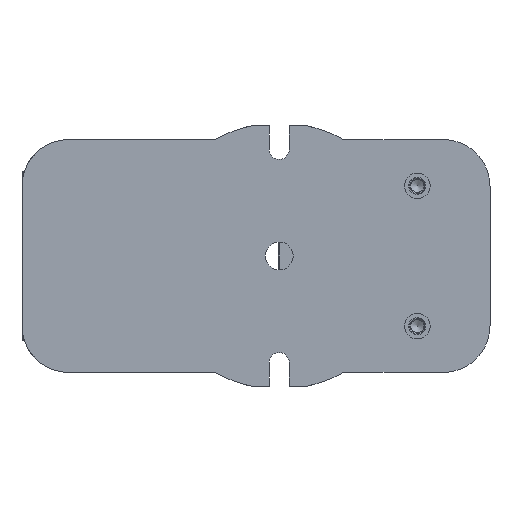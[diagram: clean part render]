
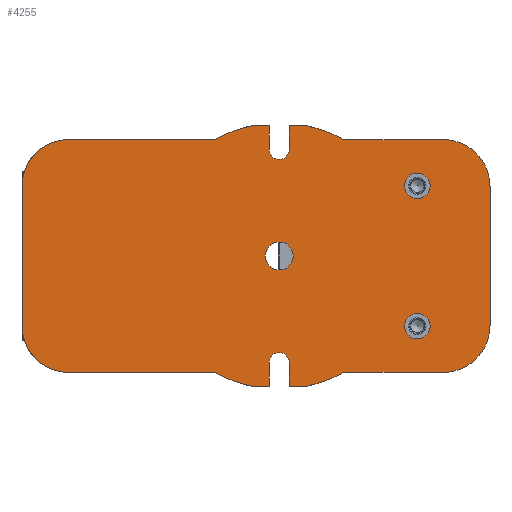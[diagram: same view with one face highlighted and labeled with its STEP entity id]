
A CAD part, front view. The second image highlights one B-rep face of the part: STEP entity #4255.
In plain terms, the highlighted planar face has unit normal (0, -1, 0).
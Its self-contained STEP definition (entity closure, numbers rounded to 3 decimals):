
#330=LINE('',#6680,#767);
#387=LINE('',#6828,#824);
#390=LINE('',#6833,#827);
#393=LINE('',#6841,#830);
#395=LINE('',#6847,#832);
#398=LINE('',#6855,#835);
#400=LINE('',#6859,#837);
#403=LINE('',#6867,#840);
#405=LINE('',#6871,#842);
#408=LINE('',#6879,#845);
#411=LINE('',#6887,#848);
#414=LINE('',#6895,#851);
#417=LINE('',#6903,#854);
#419=LINE('',#6907,#856);
#767=VECTOR('',#5371,126.);
#824=VECTOR('',#5540,21.5);
#827=VECTOR('',#5545,15.367);
#830=VECTOR('',#5554,131.905);
#832=VECTOR('',#5562,131.905);
#835=VECTOR('',#5571,15.367);
#837=VECTOR('',#5575,21.5);
#840=VECTOR('',#5584,21.5);
#842=VECTOR('',#5588,15.367);
#845=VECTOR('',#5597,89.905);
#848=VECTOR('',#5606,126.);
#851=VECTOR('',#5615,89.905);
#854=VECTOR('',#5624,15.367);
#856=VECTOR('',#5628,21.5);
#1058=FACE_BOUND('',#1446,.T.);
#1059=FACE_BOUND('',#1447,.T.);
#1060=FACE_BOUND('',#1448,.T.);
#1215=FACE_OUTER_BOUND('',#1445,.T.);
#1445=EDGE_LOOP('',(#3516,#3517,#3518,#3519,#3520,#3521,#3522,#3523,#3524,
#3525,#3526,#3527,#3528,#3529,#3530,#3531,#3532,#3533,#3534,#3535,#3536,
#3537,#3538,#3539));
#1446=EDGE_LOOP('',(#3540));
#1447=EDGE_LOOP('',(#3541));
#1448=EDGE_LOOP('',(#3542));
#1537=CIRCLE('',#4447,11.5);
#1541=CIRCLE('',#4454,11.5);
#1609=CIRCLE('',#4633,42.);
#1618=CIRCLE('',#4661,12.5);
#1619=CIRCLE('',#4665,120.);
#1620=CIRCLE('',#4668,42.);
#1621=CIRCLE('',#4671,120.);
#1622=CIRCLE('',#4675,9.);
#1623=CIRCLE('',#4679,120.);
#1624=CIRCLE('',#4682,42.);
#1625=CIRCLE('',#4685,42.);
#1626=CIRCLE('',#4688,120.);
#1627=CIRCLE('',#4692,9.);
#1678=VERTEX_POINT('',#6035);
#1682=VERTEX_POINT('',#6048);
#1892=VERTEX_POINT('',#6677);
#1893=VERTEX_POINT('',#6679);
#1906=VERTEX_POINT('',#6743);
#1926=VERTEX_POINT('',#6821);
#1927=VERTEX_POINT('',#6825);
#1928=VERTEX_POINT('',#6827);
#1929=VERTEX_POINT('',#6831);
#1930=VERTEX_POINT('',#6835);
#1931=VERTEX_POINT('',#6839);
#1932=VERTEX_POINT('',#6845);
#1933=VERTEX_POINT('',#6849);
#1934=VERTEX_POINT('',#6853);
#1935=VERTEX_POINT('',#6857);
#1936=VERTEX_POINT('',#6861);
#1937=VERTEX_POINT('',#6865);
#1938=VERTEX_POINT('',#6869);
#1939=VERTEX_POINT('',#6873);
#1940=VERTEX_POINT('',#6877);
#1941=VERTEX_POINT('',#6881);
#1942=VERTEX_POINT('',#6885);
#1943=VERTEX_POINT('',#6889);
#1944=VERTEX_POINT('',#6893);
#1945=VERTEX_POINT('',#6897);
#1946=VERTEX_POINT('',#6901);
#1947=VERTEX_POINT('',#6905);
#2089=EDGE_CURVE('',#1678,#1678,#1537,.T.);
#2095=EDGE_CURVE('',#1682,#1682,#1541,.T.);
#2385=EDGE_CURVE('',#1892,#1893,#330,.T.);
#2418=EDGE_CURVE('',#1906,#1892,#1609,.T.);
#2456=EDGE_CURVE('',#1926,#1926,#1618,.T.);
#2459=EDGE_CURVE('',#1927,#1928,#387,.T.);
#2462=EDGE_CURVE('',#1929,#1927,#390,.T.);
#2464=EDGE_CURVE('',#1930,#1929,#1619,.T.);
#2466=EDGE_CURVE('',#1931,#1930,#393,.T.);
#2467=EDGE_CURVE('',#1893,#1931,#1620,.T.);
#2469=EDGE_CURVE('',#1932,#1906,#395,.T.);
#2471=EDGE_CURVE('',#1933,#1932,#1621,.T.);
#2473=EDGE_CURVE('',#1934,#1933,#398,.T.);
#2475=EDGE_CURVE('',#1935,#1934,#400,.T.);
#2477=EDGE_CURVE('',#1936,#1935,#1622,.T.);
#2479=EDGE_CURVE('',#1937,#1936,#403,.T.);
#2481=EDGE_CURVE('',#1938,#1937,#405,.T.);
#2483=EDGE_CURVE('',#1939,#1938,#1623,.T.);
#2485=EDGE_CURVE('',#1940,#1939,#408,.T.);
#2487=EDGE_CURVE('',#1941,#1940,#1624,.T.);
#2489=EDGE_CURVE('',#1942,#1941,#411,.T.);
#2491=EDGE_CURVE('',#1943,#1942,#1625,.T.);
#2493=EDGE_CURVE('',#1944,#1943,#414,.T.);
#2495=EDGE_CURVE('',#1945,#1944,#1626,.T.);
#2497=EDGE_CURVE('',#1946,#1945,#417,.T.);
#2499=EDGE_CURVE('',#1947,#1946,#419,.T.);
#2500=EDGE_CURVE('',#1928,#1947,#1627,.T.);
#3516=ORIENTED_EDGE('',*,*,#2500,.F.);
#3517=ORIENTED_EDGE('',*,*,#2459,.F.);
#3518=ORIENTED_EDGE('',*,*,#2462,.F.);
#3519=ORIENTED_EDGE('',*,*,#2464,.F.);
#3520=ORIENTED_EDGE('',*,*,#2466,.F.);
#3521=ORIENTED_EDGE('',*,*,#2467,.F.);
#3522=ORIENTED_EDGE('',*,*,#2385,.F.);
#3523=ORIENTED_EDGE('',*,*,#2418,.F.);
#3524=ORIENTED_EDGE('',*,*,#2469,.F.);
#3525=ORIENTED_EDGE('',*,*,#2471,.F.);
#3526=ORIENTED_EDGE('',*,*,#2473,.F.);
#3527=ORIENTED_EDGE('',*,*,#2475,.F.);
#3528=ORIENTED_EDGE('',*,*,#2477,.F.);
#3529=ORIENTED_EDGE('',*,*,#2479,.F.);
#3530=ORIENTED_EDGE('',*,*,#2481,.F.);
#3531=ORIENTED_EDGE('',*,*,#2483,.F.);
#3532=ORIENTED_EDGE('',*,*,#2485,.F.);
#3533=ORIENTED_EDGE('',*,*,#2487,.F.);
#3534=ORIENTED_EDGE('',*,*,#2489,.F.);
#3535=ORIENTED_EDGE('',*,*,#2491,.F.);
#3536=ORIENTED_EDGE('',*,*,#2493,.F.);
#3537=ORIENTED_EDGE('',*,*,#2495,.F.);
#3538=ORIENTED_EDGE('',*,*,#2497,.F.);
#3539=ORIENTED_EDGE('',*,*,#2499,.F.);
#3540=ORIENTED_EDGE('',*,*,#2089,.T.);
#3541=ORIENTED_EDGE('',*,*,#2095,.T.);
#3542=ORIENTED_EDGE('',*,*,#2456,.T.);
#4064=PLANE('',#4693);
#4255=ADVANCED_FACE('',(#1215,#1058,#1059,#1060),#4064,.F.);
#4447=AXIS2_PLACEMENT_3D('',#6037,#4837,#4838);
#4454=AXIS2_PLACEMENT_3D('',#6050,#4853,#4854);
#4633=AXIS2_PLACEMENT_3D('',#6745,#5449,#5450);
#4661=AXIS2_PLACEMENT_3D('',#6822,#5534,#5535);
#4665=AXIS2_PLACEMENT_3D('',#6837,#5549,#5550);
#4668=AXIS2_PLACEMENT_3D('',#6843,#5557,#5558);
#4671=AXIS2_PLACEMENT_3D('',#6851,#5566,#5567);
#4675=AXIS2_PLACEMENT_3D('',#6863,#5579,#5580);
#4679=AXIS2_PLACEMENT_3D('',#6875,#5592,#5593);
#4682=AXIS2_PLACEMENT_3D('',#6883,#5601,#5602);
#4685=AXIS2_PLACEMENT_3D('',#6891,#5610,#5611);
#4688=AXIS2_PLACEMENT_3D('',#6899,#5619,#5620);
#4692=AXIS2_PLACEMENT_3D('',#6909,#5631,#5632);
#4693=AXIS2_PLACEMENT_3D('',#6910,#5633,#5634);
#4837=DIRECTION('center_axis',(0.,1.,0.));
#4838=DIRECTION('ref_axis',(1.,0.,0.));
#4853=DIRECTION('center_axis',(0.,1.,0.));
#4854=DIRECTION('ref_axis',(1.,0.,0.));
#5371=DIRECTION('',(0.,0.,1.));
#5449=DIRECTION('center_axis',(0.,1.,0.));
#5450=DIRECTION('ref_axis',(0.,0.,-1.));
#5534=DIRECTION('center_axis',(0.,1.,0.));
#5535=DIRECTION('ref_axis',(1.,0.,0.));
#5540=DIRECTION('',(0.,0.,-1.));
#5545=DIRECTION('',(1.,0.,0.));
#5549=DIRECTION('center_axis',(0.,1.,0.));
#5550=DIRECTION('ref_axis',(-0.484,0.,0.875));
#5554=DIRECTION('',(1.,0.,0.));
#5557=DIRECTION('center_axis',(0.,1.,0.));
#5558=DIRECTION('ref_axis',(-1.,0.,0.));
#5562=DIRECTION('',(-1.,0.,0.));
#5566=DIRECTION('center_axis',(0.,1.,0.));
#5567=DIRECTION('ref_axis',(-0.203,0.,-0.979));
#5571=DIRECTION('',(-1.,0.,0.));
#5575=DIRECTION('',(0.,0.,-1.));
#5579=DIRECTION('center_axis',(0.,-1.,0.));
#5580=DIRECTION('ref_axis',(1.,0.,0.));
#5584=DIRECTION('',(0.,0.,1.));
#5588=DIRECTION('',(-1.,0.,0.));
#5592=DIRECTION('center_axis',(0.,1.,0.));
#5593=DIRECTION('ref_axis',(0.484,0.,-0.875));
#5597=DIRECTION('',(-1.,0.,0.));
#5601=DIRECTION('center_axis',(0.,1.,0.));
#5602=DIRECTION('ref_axis',(1.,0.,0.));
#5606=DIRECTION('',(0.,0.,-1.));
#5610=DIRECTION('center_axis',(0.,1.,0.));
#5611=DIRECTION('ref_axis',(0.,0.,1.));
#5615=DIRECTION('',(1.,0.,0.));
#5619=DIRECTION('center_axis',(0.,1.,0.));
#5620=DIRECTION('ref_axis',(0.203,0.,0.979));
#5624=DIRECTION('',(1.,0.,0.));
#5628=DIRECTION('',(0.,0.,1.));
#5631=DIRECTION('center_axis',(0.,-1.,0.));
#5632=DIRECTION('ref_axis',(-1.,0.,0.));
#5633=DIRECTION('center_axis',(0.,1.,0.));
#5634=DIRECTION('ref_axis',(0.,0.,1.));
#6035=CARTESIAN_POINT('',(113.,0.,-63.25));
#6037=CARTESIAN_POINT('Origin',(124.5,0.,-63.25));
#6048=CARTESIAN_POINT('',(113.,0.,63.25));
#6050=CARTESIAN_POINT('Origin',(124.5,0.,63.25));
#6677=CARTESIAN_POINT('',(-232.,0.,-63.));
#6679=CARTESIAN_POINT('',(-232.,0.,63.));
#6680=CARTESIAN_POINT('',(-232.,0.,-63.));
#6743=CARTESIAN_POINT('',(-190.,0.,-105.));
#6745=CARTESIAN_POINT('Origin',(-190.,0.,-63.));
#6821=CARTESIAN_POINT('',(-12.5,0.,0.));
#6822=CARTESIAN_POINT('Origin',(0.,0.,0.));
#6825=CARTESIAN_POINT('',(-9.,0.,117.5));
#6827=CARTESIAN_POINT('',(-9.,0.,96.));
#6828=CARTESIAN_POINT('',(-9.,0.,117.5));
#6831=CARTESIAN_POINT('',(-24.367,0.,117.5));
#6833=CARTESIAN_POINT('',(-24.367,0.,117.5));
#6835=CARTESIAN_POINT('',(-58.095,0.,105.));
#6837=CARTESIAN_POINT('Origin',(0.,0.,0.));
#6839=CARTESIAN_POINT('',(-190.,0.,105.));
#6841=CARTESIAN_POINT('',(-190.,0.,105.));
#6843=CARTESIAN_POINT('Origin',(-190.,0.,63.));
#6845=CARTESIAN_POINT('',(-58.095,0.,-105.));
#6847=CARTESIAN_POINT('',(-58.095,0.,-105.));
#6849=CARTESIAN_POINT('',(-24.367,0.,-117.5));
#6851=CARTESIAN_POINT('Origin',(0.,0.,0.));
#6853=CARTESIAN_POINT('',(-9.,0.,-117.5));
#6855=CARTESIAN_POINT('',(-9.,0.,-117.5));
#6857=CARTESIAN_POINT('',(-9.,0.,-96.));
#6859=CARTESIAN_POINT('',(-9.,0.,-96.));
#6861=CARTESIAN_POINT('',(9.,0.,-96.));
#6863=CARTESIAN_POINT('Origin',(0.,0.,-96.));
#6865=CARTESIAN_POINT('',(9.,0.,-117.5));
#6867=CARTESIAN_POINT('',(9.,0.,-117.5));
#6869=CARTESIAN_POINT('',(24.367,0.,-117.5));
#6871=CARTESIAN_POINT('',(24.367,0.,-117.5));
#6873=CARTESIAN_POINT('',(58.095,0.,-105.));
#6875=CARTESIAN_POINT('Origin',(0.,0.,0.));
#6877=CARTESIAN_POINT('',(148.,0.,-105.));
#6879=CARTESIAN_POINT('',(148.,0.,-105.));
#6881=CARTESIAN_POINT('',(190.,0.,-63.));
#6883=CARTESIAN_POINT('Origin',(148.,0.,-63.));
#6885=CARTESIAN_POINT('',(190.,0.,63.));
#6887=CARTESIAN_POINT('',(190.,0.,63.));
#6889=CARTESIAN_POINT('',(148.,0.,105.));
#6891=CARTESIAN_POINT('Origin',(148.,0.,63.));
#6893=CARTESIAN_POINT('',(58.095,0.,105.));
#6895=CARTESIAN_POINT('',(58.095,0.,105.));
#6897=CARTESIAN_POINT('',(24.367,0.,117.5));
#6899=CARTESIAN_POINT('Origin',(0.,0.,0.));
#6901=CARTESIAN_POINT('',(9.,0.,117.5));
#6903=CARTESIAN_POINT('',(9.,0.,117.5));
#6905=CARTESIAN_POINT('',(9.,0.,96.));
#6907=CARTESIAN_POINT('',(9.,0.,96.));
#6909=CARTESIAN_POINT('Origin',(0.,0.,96.));
#6910=CARTESIAN_POINT('Origin',(-19.137,0.,0.001));
